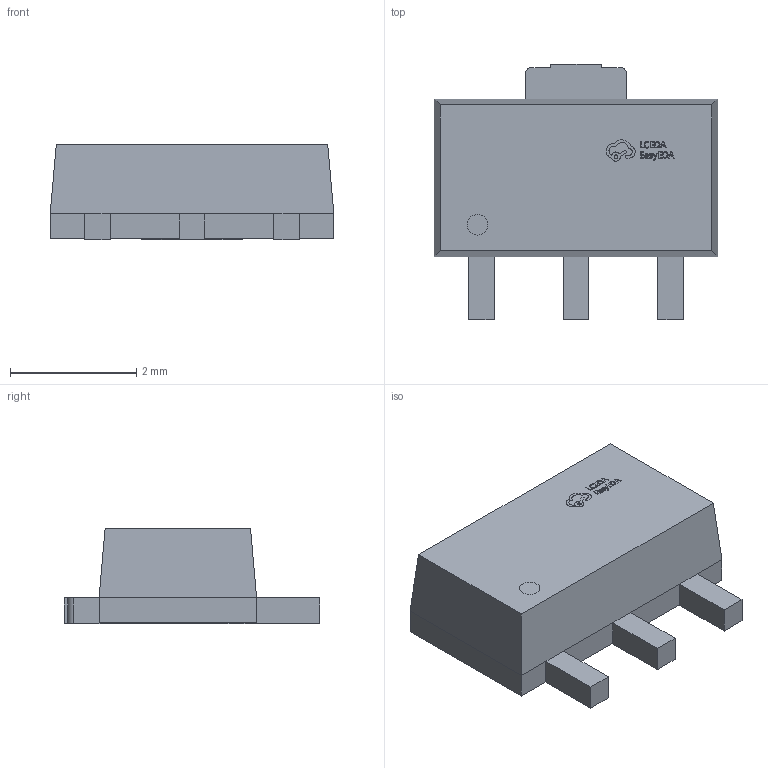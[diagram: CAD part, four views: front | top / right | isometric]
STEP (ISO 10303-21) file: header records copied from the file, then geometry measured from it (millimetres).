
FILE_DESCRIPTION (( 'STEP AP214' ), '1' );
FILE_NAME ('SC-62-3_L4.6-W2.5-P1.50-LS4.0-BR.step', '2022-07-09T14:42:25', ( '' ), ( '' ), 'SwSTEP 2.0', 'SolidWorks 2020', '' );
FILE_SCHEMA (( 'AUTOMOTIVE_DESIGN' ));
Length unit declared in the file: millimetre
Products named in the file (1): SC-62-3_L4.6-W2.5-P1.50-LS4.0-BR
Bounding box: 4.5 x 4.05 x 1.51 mm (x, y, z)
Volume: 17 mm3; surface area: 48.9 mm2
Topology: 1 solids, 1 shells, 330 faces, 889 edges, 588 vertices
Faces by surface type: plane 214, bspline 112, cylinder 4
Entity records: 15085 total; most frequent: CARTESIAN_POINT 3912, ORIENTED_EDGE 1778, DIRECTION 1107, EDGE_CURVE 889, LINE 653, VECTOR 653, VERTEX_POINT 588, EDGE_LOOP 357
